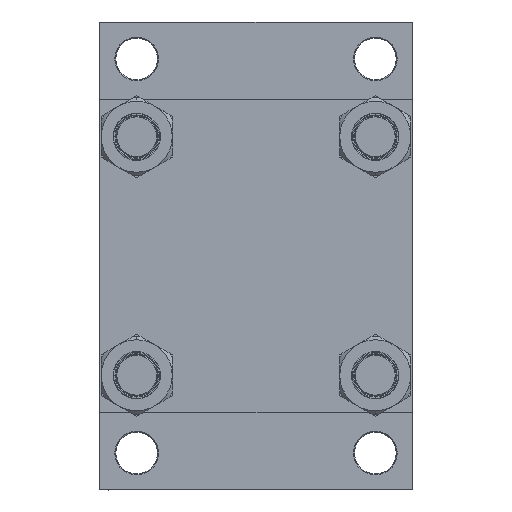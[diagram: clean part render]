
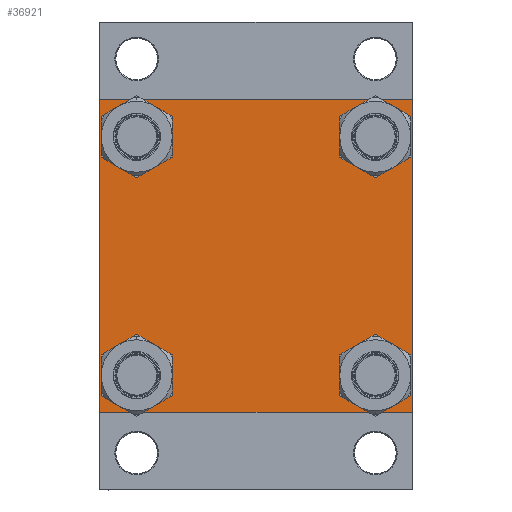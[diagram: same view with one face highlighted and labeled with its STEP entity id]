
A CAD part, left-side view. The second image highlights one B-rep face of the part: STEP entity #36921.
In plain terms, the highlighted planar face has unit normal (-1, 0, 0).
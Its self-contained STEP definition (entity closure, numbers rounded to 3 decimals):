
#902 = DIRECTION ( 'NONE',  ( 0., -1., 0. ) ) ;
#1047 = DIRECTION ( 'NONE',  ( 0., 0., 1. ) ) ;
#1147 = CARTESIAN_POINT ( 'NONE',  ( 0., 62.95, -74.45 ) ) ;
#1267 = VERTEX_POINT ( 'NONE', #33755 ) ;
#1565 = CARTESIAN_POINT ( 'NONE',  ( 0., 62.95, -62.95 ) ) ;
#2118 = AXIS2_PLACEMENT_3D ( 'NONE', #10477, #43094, #21186 ) ;
#2169 = VERTEX_POINT ( 'NONE', #17502 ) ;
#2175 = CARTESIAN_POINT ( 'NONE',  ( 0., -62.95, -51.45 ) ) ;
#2354 = CIRCLE ( 'NONE', #32669, 11.5 ) ;
#2534 = DIRECTION ( 'NONE',  ( 1., 0., 0. ) ) ;
#2804 = VERTEX_POINT ( 'NONE', #2175 ) ;
#2926 = CIRCLE ( 'NONE', #11472, 11.5 ) ;
#4362 = DIRECTION ( 'NONE',  ( 1., 0., 0. ) ) ;
#5261 = CARTESIAN_POINT ( 'NONE',  ( 0., 62.95, -62.95 ) ) ;
#5850 = VECTOR ( 'NONE', #22427, 1000. ) ;
#5953 = DIRECTION ( 'NONE',  ( 0., 0., 1. ) ) ;
#6704 = VECTOR ( 'NONE', #31126, 1000. ) ;
#7262 = ORIENTED_EDGE ( 'NONE', *, *, #39448, .T. ) ;
#7355 = EDGE_CURVE ( 'NONE', #1267, #19947, #12111, .T. ) ;
#7556 = VERTEX_POINT ( 'NONE', #24743 ) ;
#7792 = VERTEX_POINT ( 'NONE', #31035 ) ;
#7903 = EDGE_CURVE ( 'NONE', #2169, #39698, #2354, .T. ) ;
#8429 = CARTESIAN_POINT ( 'NONE',  ( 0., 82., 82.5 ) ) ;
#8697 = CARTESIAN_POINT ( 'NONE',  ( 0., 82.5, -82.5 ) ) ;
#9157 = DIRECTION ( 'NONE',  ( 1., 0., 0. ) ) ;
#9656 = VECTOR ( 'NONE', #43056, 1000. ) ;
#10371 = VERTEX_POINT ( 'NONE', #22526 ) ;
#10477 = CARTESIAN_POINT ( 'NONE',  ( 0., -62.95, -62.95 ) ) ;
#10744 = VECTOR ( 'NONE', #24498, 1000. ) ;
#10850 = VERTEX_POINT ( 'NONE', #30268 ) ;
#11113 = AXIS2_PLACEMENT_3D ( 'NONE', #15775, #2534, #5953 ) ;
#11151 = AXIS2_PLACEMENT_3D ( 'NONE', #42644, #30978, #23426 ) ;
#11244 = LINE ( 'NONE', #40928, #5850 ) ;
#11265 = CARTESIAN_POINT ( 'NONE',  ( 0., -62.95, 62.95 ) ) ;
#11472 = AXIS2_PLACEMENT_3D ( 'NONE', #41121, #4362, #47714 ) ;
#12111 = LINE ( 'NONE', #8697, #17205 ) ;
#12234 = PLANE ( 'NONE',  #11151 ) ;
#12367 = VERTEX_POINT ( 'NONE', #8429 ) ;
#12473 = FACE_OUTER_BOUND ( 'NONE', #43265, .T. ) ;
#12490 = ORIENTED_EDGE ( 'NONE', *, *, #7903, .T. ) ;
#12761 = DIRECTION ( 'NONE',  ( 1., 0., 0. ) ) ;
#13524 = DIRECTION ( 'NONE',  ( 0., 0., 1. ) ) ;
#13621 = EDGE_CURVE ( 'NONE', #30419, #25179, #47296, .T. ) ;
#14168 = LINE ( 'NONE', #39971, #40992 ) ;
#14439 = ORIENTED_EDGE ( 'NONE', *, *, #34177, .T. ) ;
#14465 = ORIENTED_EDGE ( 'NONE', *, *, #43718, .T. ) ;
#14606 = EDGE_CURVE ( 'NONE', #32887, #7792, #14168, .T. ) ;
#14824 = CARTESIAN_POINT ( 'NONE',  ( 0., 82.25, -82.25 ) ) ;
#15649 = EDGE_CURVE ( 'NONE', #25179, #30419, #23554, .T. ) ;
#15775 = CARTESIAN_POINT ( 'NONE',  ( 0., 62.95, 62.95 ) ) ;
#16060 = AXIS2_PLACEMENT_3D ( 'NONE', #46099, #12761, #35147 ) ;
#16125 = FACE_BOUND ( 'NONE', #16790, .T. ) ;
#16196 = VECTOR ( 'NONE', #18508, 1000. ) ;
#16790 = EDGE_LOOP ( 'NONE', ( #19109, #21370 ) ) ;
#17205 = VECTOR ( 'NONE', #902, 1000. ) ;
#17502 = CARTESIAN_POINT ( 'NONE',  ( 0., 62.95, -51.45 ) ) ;
#18508 = DIRECTION ( 'NONE',  ( 0., 0.707, -0.707 ) ) ;
#19082 = EDGE_LOOP ( 'NONE', ( #48042, #31218 ) ) ;
#19109 = ORIENTED_EDGE ( 'NONE', *, *, #13621, .T. ) ;
#19947 = VERTEX_POINT ( 'NONE', #31243 ) ;
#21051 = ORIENTED_EDGE ( 'NONE', *, *, #31455, .T. ) ;
#21161 = ORIENTED_EDGE ( 'NONE', *, *, #47536, .T. ) ;
#21186 = DIRECTION ( 'NONE',  ( 0., 0., 1. ) ) ;
#21198 = CARTESIAN_POINT ( 'NONE',  ( 0., 62.95, 51.45 ) ) ;
#21370 = ORIENTED_EDGE ( 'NONE', *, *, #15649, .T. ) ;
#21420 = CIRCLE ( 'NONE', #33860, 11.5 ) ;
#21505 = ORIENTED_EDGE ( 'NONE', *, *, #27163, .T. ) ;
#22147 = CARTESIAN_POINT ( 'NONE',  ( 0., 82.25, 82.25 ) ) ;
#22427 = DIRECTION ( 'NONE',  ( 0., 0.707, 0.707 ) ) ;
#22526 = CARTESIAN_POINT ( 'NONE',  ( 0., -62.95, -74.45 ) ) ;
#23426 = DIRECTION ( 'NONE',  ( 0., 0., 1. ) ) ;
#23554 = CIRCLE ( 'NONE', #11113, 11.5 ) ;
#23728 = EDGE_CURVE ( 'NONE', #12367, #45480, #31820, .T. ) ;
#24407 = CARTESIAN_POINT ( 'NONE',  ( 0., 62.95, 74.45 ) ) ;
#24498 = DIRECTION ( 'NONE',  ( 0., -1., 0. ) ) ;
#24743 = CARTESIAN_POINT ( 'NONE',  ( 0., -62.95, 74.45 ) ) ;
#24799 = CARTESIAN_POINT ( 'NONE',  ( 0., 82.5, 82.5 ) ) ;
#24891 = DIRECTION ( 'NONE',  ( 0., 0., -1. ) ) ;
#25179 = VERTEX_POINT ( 'NONE', #21198 ) ;
#25432 = CIRCLE ( 'NONE', #2118, 11.5 ) ;
#25485 = ORIENTED_EDGE ( 'NONE', *, *, #14606, .F. ) ;
#26134 = VERTEX_POINT ( 'NONE', #42397 ) ;
#26580 = DIRECTION ( 'NONE',  ( 0., 0., 1. ) ) ;
#26843 = AXIS2_PLACEMENT_3D ( 'NONE', #5261, #9157, #13524 ) ;
#27163 = EDGE_CURVE ( 'NONE', #12367, #10850, #40650, .T. ) ;
#27321 = FACE_BOUND ( 'NONE', #44506, .T. ) ;
#27799 = FACE_BOUND ( 'NONE', #19082, .T. ) ;
#28214 = LINE ( 'NONE', #24799, #9656 ) ;
#28333 = DIRECTION ( 'NONE',  ( 1., 0., 0. ) ) ;
#28940 = ORIENTED_EDGE ( 'NONE', *, *, #42409, .T. ) ;
#29806 = EDGE_CURVE ( 'NONE', #41984, #7556, #21420, .T. ) ;
#30005 = DIRECTION ( 'NONE',  ( 1., 0., 0. ) ) ;
#30268 = CARTESIAN_POINT ( 'NONE',  ( 0., 82.5, 82. ) ) ;
#30419 = VERTEX_POINT ( 'NONE', #24407 ) ;
#30637 = CARTESIAN_POINT ( 'NONE',  ( 0., -62.95, 51.45 ) ) ;
#30836 = CIRCLE ( 'NONE', #16060, 11.5 ) ;
#30978 = DIRECTION ( 'NONE',  ( -1., 0., 0. ) ) ;
#31035 = CARTESIAN_POINT ( 'NONE',  ( 0., -82.5, -82. ) ) ;
#31126 = DIRECTION ( 'NONE',  ( 0., -0.707, 0.707 ) ) ;
#31218 = ORIENTED_EDGE ( 'NONE', *, *, #29806, .T. ) ;
#31243 = CARTESIAN_POINT ( 'NONE',  ( 0., -82., -82.5 ) ) ;
#31455 = EDGE_CURVE ( 'NONE', #32887, #45480, #11244, .T. ) ;
#31820 = LINE ( 'NONE', #46655, #10744 ) ;
#32002 = DIRECTION ( 'NONE',  ( 0., 0., 1. ) ) ;
#32669 = AXIS2_PLACEMENT_3D ( 'NONE', #1565, #28333, #32002 ) ;
#32887 = VERTEX_POINT ( 'NONE', #44083 ) ;
#33755 = CARTESIAN_POINT ( 'NONE',  ( 0., 82., -82.5 ) ) ;
#33860 = AXIS2_PLACEMENT_3D ( 'NONE', #11265, #30005, #26580 ) ;
#34177 = EDGE_CURVE ( 'NONE', #26134, #1267, #48170, .T. ) ;
#34381 = FACE_BOUND ( 'NONE', #37084, .T. ) ;
#34990 = ORIENTED_EDGE ( 'NONE', *, *, #7355, .T. ) ;
#35147 = DIRECTION ( 'NONE',  ( 0., 0., 1. ) ) ;
#35248 = LINE ( 'NONE', #43027, #6704 ) ;
#36921 = ADVANCED_FACE ( 'NONE', ( #27799, #34381, #27321, #16125, #12473 ), #12234, .T. ) ;
#37009 = VECTOR ( 'NONE', #44279, 1000. ) ;
#37084 = EDGE_LOOP ( 'NONE', ( #21161, #38202 ) ) ;
#38202 = ORIENTED_EDGE ( 'NONE', *, *, #46383, .T. ) ;
#39448 = EDGE_CURVE ( 'NONE', #10850, #26134, #28214, .T. ) ;
#39698 = VERTEX_POINT ( 'NONE', #1147 ) ;
#39971 = CARTESIAN_POINT ( 'NONE',  ( 0., -82.5, 82.5 ) ) ;
#40650 = LINE ( 'NONE', #22147, #16196 ) ;
#40740 = CARTESIAN_POINT ( 'NONE',  ( 0., 62.95, 62.95 ) ) ;
#40928 = CARTESIAN_POINT ( 'NONE',  ( 0., -82.25, 82.25 ) ) ;
#40992 = VECTOR ( 'NONE', #24891, 1000. ) ;
#41121 = CARTESIAN_POINT ( 'NONE',  ( 0., -62.95, -62.95 ) ) ;
#41844 = AXIS2_PLACEMENT_3D ( 'NONE', #40740, #44396, #1047 ) ;
#41984 = VERTEX_POINT ( 'NONE', #30637 ) ;
#42397 = CARTESIAN_POINT ( 'NONE',  ( 0., 82.5, -82. ) ) ;
#42409 = EDGE_CURVE ( 'NONE', #39698, #2169, #47836, .T. ) ;
#42644 = CARTESIAN_POINT ( 'NONE',  ( 0., 0., 0. ) ) ;
#43027 = CARTESIAN_POINT ( 'NONE',  ( 0., -82.25, -82.25 ) ) ;
#43056 = DIRECTION ( 'NONE',  ( 0., 0., -1. ) ) ;
#43094 = DIRECTION ( 'NONE',  ( 1., 0., 0. ) ) ;
#43265 = EDGE_LOOP ( 'NONE', ( #7262, #14439, #34990, #14465, #25485, #21051, #47201, #21505 ) ) ;
#43395 = CARTESIAN_POINT ( 'NONE',  ( 0., -82., 82.5 ) ) ;
#43718 = EDGE_CURVE ( 'NONE', #19947, #7792, #35248, .T. ) ;
#44083 = CARTESIAN_POINT ( 'NONE',  ( 0., -82.5, 82. ) ) ;
#44279 = DIRECTION ( 'NONE',  ( 0., -0.707, -0.707 ) ) ;
#44396 = DIRECTION ( 'NONE',  ( 1., 0., 0. ) ) ;
#44506 = EDGE_LOOP ( 'NONE', ( #12490, #28940 ) ) ;
#45368 = EDGE_CURVE ( 'NONE', #7556, #41984, #30836, .T. ) ;
#45480 = VERTEX_POINT ( 'NONE', #43395 ) ;
#46099 = CARTESIAN_POINT ( 'NONE',  ( 0., -62.95, 62.95 ) ) ;
#46383 = EDGE_CURVE ( 'NONE', #10371, #2804, #25432, .T. ) ;
#46655 = CARTESIAN_POINT ( 'NONE',  ( 0., 82.5, 82.5 ) ) ;
#47201 = ORIENTED_EDGE ( 'NONE', *, *, #23728, .F. ) ;
#47296 = CIRCLE ( 'NONE', #41844, 11.5 ) ;
#47536 = EDGE_CURVE ( 'NONE', #2804, #10371, #2926, .T. ) ;
#47714 = DIRECTION ( 'NONE',  ( 0., 0., 1. ) ) ;
#47836 = CIRCLE ( 'NONE', #26843, 11.5 ) ;
#48042 = ORIENTED_EDGE ( 'NONE', *, *, #45368, .T. ) ;
#48170 = LINE ( 'NONE', #14824, #37009 ) ;
